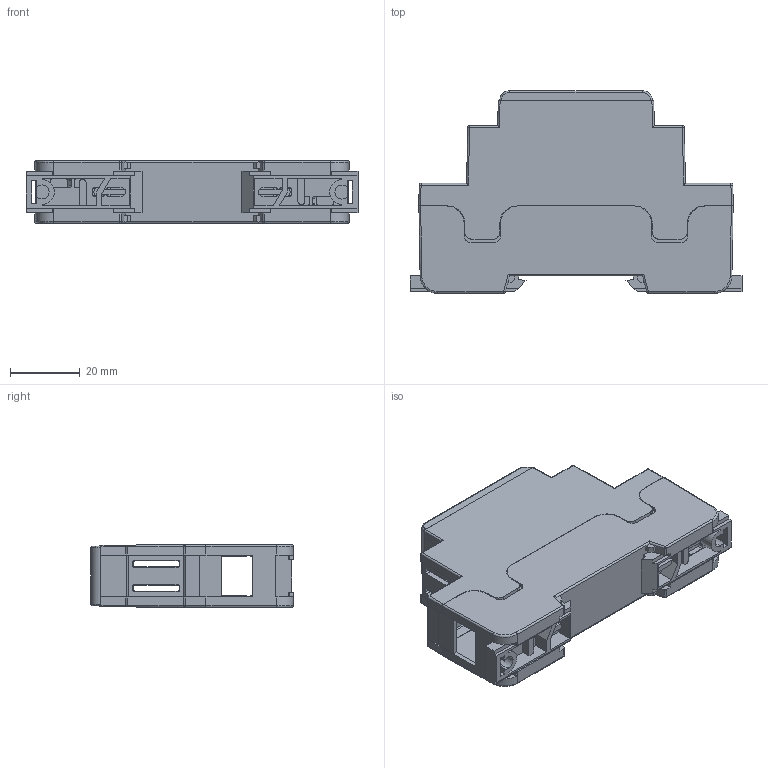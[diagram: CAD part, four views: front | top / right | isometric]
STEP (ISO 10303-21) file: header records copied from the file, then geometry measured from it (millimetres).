
FILE_DESCRIPTION (( 'STEP AP203' ), '1' );
FILE_NAME ('449-310-55.STEP', '2021-08-24T11:14:50', ( '' ), ( '' ), 'SwSTEP 2.0', 'SolidWorks 2018', '' );
FILE_SCHEMA (( 'CONFIG_CONTROL_DESIGN' ));
Length unit declared in the file: millimetre
Products named in the file (5): 044900400_044900400; 044931001; 044931041_044931056; 449-310-55; 044900200
Assembly tree (6 placements, depth 2):
  449-310-55
    044931041_044931056
    044931001
    044900400_044900400  x2
    044900200  x2
Bounding box: 95 x 58 x 18.05 mm (x, y, z)
Volume: 24804.1 mm3; surface area: 38719.5 mm2
Topology: 6 solids, 6 shells, 1049 faces, 2862 edges, 1852 vertices
Faces by surface type: plane 809, cylinder 206, sphere 16, cone 10, bspline 4, torus 4
Entity records: 26461 total; most frequent: CARTESIAN_POINT 5082, ORIENTED_EDGE 4516, DIRECTION 4064, EDGE_CURVE 2258, LINE 1844, VECTOR 1844, VERTEX_POINT 1464, AXIS2_PLACEMENT_3D 1110
